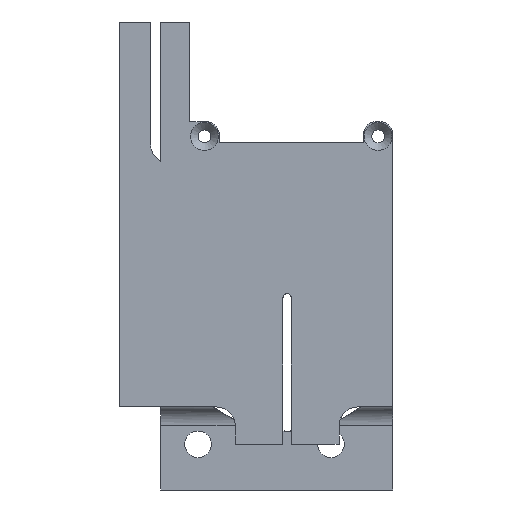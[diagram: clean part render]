
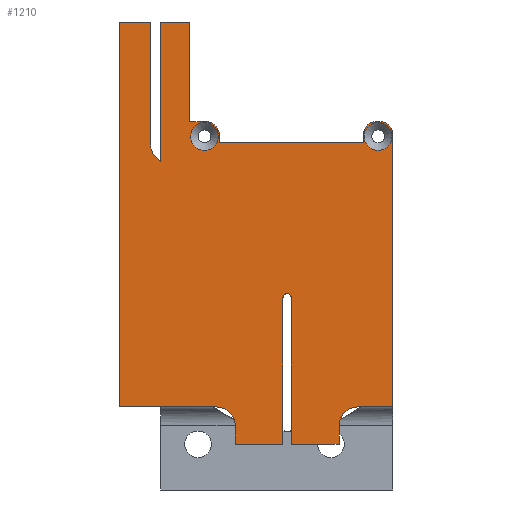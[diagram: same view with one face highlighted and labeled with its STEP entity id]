
A CAD part, front view. The second image highlights one B-rep face of the part: STEP entity #1210.
In plain terms, the highlighted planar face has unit normal (0, -1, 0).
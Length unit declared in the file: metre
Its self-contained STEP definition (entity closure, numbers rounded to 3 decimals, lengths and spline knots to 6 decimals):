
#25=LINE('',#1735,#141);
#29=LINE('',#1746,#145);
#39=LINE('',#1779,#155);
#44=LINE('',#1790,#160);
#45=LINE('',#1794,#161);
#64=LINE('',#1877,#180);
#71=LINE('',#1898,#187);
#83=LINE('',#1926,#199);
#90=LINE('',#1940,#206);
#94=LINE('',#1953,#210);
#95=LINE('',#1957,#211);
#96=LINE('',#1958,#212);
#97=LINE('',#1960,#213);
#98=LINE('',#1962,#214);
#99=LINE('',#1965,#215);
#100=LINE('',#1966,#216);
#101=LINE('',#1967,#217);
#102=LINE('',#1968,#218);
#103=LINE('',#1973,#219);
#104=LINE('',#1977,#220);
#141=VECTOR('',#1395,1.);
#145=VECTOR('',#1403,1.);
#155=VECTOR('',#1419,1.);
#160=VECTOR('',#1426,1.);
#161=VECTOR('',#1431,1.);
#180=VECTOR('',#1472,1.);
#187=VECTOR('',#1495,1.);
#199=VECTOR('',#1517,1.);
#206=VECTOR('',#1526,1.);
#210=VECTOR('',#1538,1.);
#211=VECTOR('',#1541,1.);
#212=VECTOR('',#1542,1.);
#213=VECTOR('',#1545,1.);
#214=VECTOR('',#1546,1.);
#215=VECTOR('',#1549,1.);
#216=VECTOR('',#1550,1.);
#217=VECTOR('',#1551,1.);
#218=VECTOR('',#1552,1.);
#219=VECTOR('',#1557,1.);
#220=VECTOR('',#1560,1.);
#271=PLANE('',#1307);
#406=ORIENTED_EDGE('',*,*,#742,.T.);
#407=ORIENTED_EDGE('',*,*,#743,.T.);
#408=ORIENTED_EDGE('',*,*,#744,.F.);
#409=ORIENTED_EDGE('',*,*,#745,.T.);
#410=ORIENTED_EDGE('',*,*,#746,.F.);
#411=ORIENTED_EDGE('',*,*,#655,.F.);
#412=ORIENTED_EDGE('',*,*,#747,.F.);
#413=ORIENTED_EDGE('',*,*,#674,.T.);
#414=ORIENTED_EDGE('',*,*,#748,.T.);
#415=ORIENTED_EDGE('',*,*,#705,.F.);
#416=ORIENTED_EDGE('',*,*,#749,.T.);
#417=ORIENTED_EDGE('',*,*,#750,.T.);
#418=ORIENTED_EDGE('',*,*,#716,.T.);
#419=ORIENTED_EDGE('',*,*,#751,.T.);
#420=ORIENTED_EDGE('',*,*,#752,.T.);
#421=ORIENTED_EDGE('',*,*,#672,.F.);
#422=ORIENTED_EDGE('',*,*,#753,.T.);
#423=ORIENTED_EDGE('',*,*,#662,.F.);
#424=ORIENTED_EDGE('',*,*,#754,.F.);
#425=ORIENTED_EDGE('',*,*,#667,.F.);
#426=ORIENTED_EDGE('',*,*,#755,.F.);
#427=ORIENTED_EDGE('',*,*,#756,.T.);
#428=ORIENTED_EDGE('',*,*,#730,.T.);
#429=ORIENTED_EDGE('',*,*,#737,.F.);
#430=ORIENTED_EDGE('',*,*,#757,.T.);
#431=ORIENTED_EDGE('',*,*,#758,.T.);
#432=ORIENTED_EDGE('',*,*,#759,.T.);
#433=ORIENTED_EDGE('',*,*,#760,.T.);
#434=ORIENTED_EDGE('',*,*,#650,.T.);
#650=EDGE_CURVE('',#826,#827,#25,.T.);
#655=EDGE_CURVE('',#831,#832,#29,.T.);
#662=EDGE_CURVE('',#837,#839,#950,.F.);
#667=EDGE_CURVE('',#843,#844,#39,.T.);
#672=EDGE_CURVE('',#848,#846,#44,.T.);
#674=EDGE_CURVE('',#850,#851,#45,.T.);
#705=EDGE_CURVE('',#878,#879,#64,.T.);
#716=EDGE_CURVE('',#885,#884,#71,.T.);
#730=EDGE_CURVE('',#896,#897,#83,.T.);
#737=EDGE_CURVE('',#901,#897,#90,.T.);
#742=EDGE_CURVE('',#905,#905,#966,.T.);
#743=EDGE_CURVE('',#906,#906,#967,.T.);
#744=EDGE_CURVE('',#907,#827,#94,.T.);
#745=EDGE_CURVE('',#907,#908,#968,.F.);
#746=EDGE_CURVE('',#832,#908,#95,.T.);
#747=EDGE_CURVE('',#850,#831,#96,.T.);
#748=EDGE_CURVE('',#851,#879,#969,.T.);
#749=EDGE_CURVE('',#878,#909,#97,.T.);
#750=EDGE_CURVE('',#909,#885,#98,.T.);
#751=EDGE_CURVE('',#884,#910,#970,.T.);
#752=EDGE_CURVE('',#910,#846,#99,.T.);
#753=EDGE_CURVE('',#848,#839,#100,.T.);
#754=EDGE_CURVE('',#844,#837,#101,.T.);
#755=EDGE_CURVE('',#911,#843,#102,.T.);
#756=EDGE_CURVE('',#911,#896,#971,.T.);
#757=EDGE_CURVE('',#901,#912,#972,.F.);
#758=EDGE_CURVE('',#912,#913,#103,.T.);
#759=EDGE_CURVE('',#913,#914,#973,.F.);
#760=EDGE_CURVE('',#914,#826,#104,.T.);
#826=VERTEX_POINT('',#1736);
#827=VERTEX_POINT('',#1737);
#831=VERTEX_POINT('',#1747);
#832=VERTEX_POINT('',#1748);
#837=VERTEX_POINT('',#1760);
#839=VERTEX_POINT('',#1763);
#843=VERTEX_POINT('',#1778);
#844=VERTEX_POINT('',#1780);
#846=VERTEX_POINT('',#1785);
#848=VERTEX_POINT('',#1789);
#850=VERTEX_POINT('',#1795);
#851=VERTEX_POINT('',#1796);
#878=VERTEX_POINT('',#1876);
#879=VERTEX_POINT('',#1878);
#884=VERTEX_POINT('',#1897);
#885=VERTEX_POINT('',#1899);
#896=VERTEX_POINT('',#1927);
#897=VERTEX_POINT('',#1928);
#901=VERTEX_POINT('',#1939);
#905=VERTEX_POINT('',#1950);
#906=VERTEX_POINT('',#1952);
#907=VERTEX_POINT('',#1954);
#908=VERTEX_POINT('',#1956);
#909=VERTEX_POINT('',#1961);
#910=VERTEX_POINT('',#1964);
#911=VERTEX_POINT('',#1969);
#912=VERTEX_POINT('',#1972);
#913=VERTEX_POINT('',#1974);
#914=VERTEX_POINT('',#1976);
#950=CIRCLE('',#1276,0.001);
#966=CIRCLE('',#1308,0.00336);
#967=CIRCLE('',#1309,0.00336);
#968=CIRCLE('',#1310,0.0031);
#969=CIRCLE('',#1311,0.0045);
#970=CIRCLE('',#1312,0.0045);
#971=CIRCLE('',#1313,0.0045);
#972=CIRCLE('',#1314,0.0031);
#973=CIRCLE('',#1315,0.0031);
#1019=EDGE_LOOP('',(#406));
#1020=EDGE_LOOP('',(#407));
#1021=EDGE_LOOP('',(#408,#409,#410,#411,#412,#413,#414,#415,#416,#417,#418,
#419,#420,#421,#422,#423,#424,#425,#426,#427,#428,#429,#430,#431,#432,#433,
#434));
#1106=FACE_BOUND('',#1019,.T.);
#1107=FACE_BOUND('',#1020,.T.);
#1108=FACE_BOUND('',#1021,.T.);
#1210=ADVANCED_FACE('',(#1106,#1107,#1108),#271,.F.);
#1276=AXIS2_PLACEMENT_3D('',#1762,#1412,#1413);
#1307=AXIS2_PLACEMENT_3D('',#1948,#1532,#1533);
#1308=AXIS2_PLACEMENT_3D('',#1949,#1534,#1535);
#1309=AXIS2_PLACEMENT_3D('',#1951,#1536,#1537);
#1310=AXIS2_PLACEMENT_3D('',#1955,#1539,#1540);
#1311=AXIS2_PLACEMENT_3D('',#1959,#1543,#1544);
#1312=AXIS2_PLACEMENT_3D('',#1963,#1547,#1548);
#1313=AXIS2_PLACEMENT_3D('',#1970,#1553,#1554);
#1314=AXIS2_PLACEMENT_3D('',#1971,#1555,#1556);
#1315=AXIS2_PLACEMENT_3D('',#1975,#1558,#1559);
#1395=DIRECTION('',(-1.,0.,0.));
#1403=DIRECTION('',(0.,0.,-1.));
#1412=DIRECTION('',(0.,1.,0.));
#1413=DIRECTION('',(-1.,0.,0.));
#1419=DIRECTION('',(-1.,0.,0.));
#1426=DIRECTION('',(-1.,0.,0.));
#1431=DIRECTION('',(0.,0.,-1.));
#1472=DIRECTION('',(0.,0.,-1.));
#1495=DIRECTION('',(1.,0.,0.));
#1517=DIRECTION('',(1.,0.,0.));
#1526=DIRECTION('',(0.,0.,-1.));
#1532=DIRECTION('',(0.,1.,0.));
#1533=DIRECTION('',(-1.,0.,0.));
#1534=DIRECTION('',(0.,1.,0.));
#1535=DIRECTION('',(0.,0.,1.));
#1536=DIRECTION('',(0.,1.,0.));
#1537=DIRECTION('',(0.,0.,1.));
#1538=DIRECTION('',(0.,0.,-1.));
#1539=DIRECTION('',(0.,1.,0.));
#1540=DIRECTION('',(-1.,0.,0.));
#1541=DIRECTION('',(1.,0.,0.));
#1542=DIRECTION('',(1.,0.,0.));
#1543=DIRECTION('',(0.,1.,0.));
#1544=DIRECTION('',(-1.,0.,0.));
#1545=DIRECTION('',(-1.,0.,0.));
#1546=DIRECTION('',(0.,0.,-1.));
#1547=DIRECTION('',(0.,1.,0.));
#1548=DIRECTION('',(-1.,0.,0.));
#1549=DIRECTION('',(0.,0.,-1.));
#1550=DIRECTION('',(0.,0.,1.));
#1551=DIRECTION('',(0.,0.,1.));
#1552=DIRECTION('',(0.,0.,-1.));
#1553=DIRECTION('',(0.,1.,0.));
#1554=DIRECTION('',(-1.,0.,0.));
#1555=DIRECTION('',(0.,1.,0.));
#1556=DIRECTION('',(-1.,0.,0.));
#1557=DIRECTION('',(-1.,0.,0.));
#1558=DIRECTION('',(0.,1.,0.));
#1559=DIRECTION('',(-1.,0.,0.));
#1560=DIRECTION('',(0.,0.,-1.));
#1735=CARTESIAN_POINT('',(0.,-0.0205,0.0636));
#1736=CARTESIAN_POINT('',(0.01835,-0.0205,0.0636));
#1737=CARTESIAN_POINT('',(-0.01635,-0.0205,0.0636));
#1746=CARTESIAN_POINT('',(-0.02345,-0.0205,0.092702));
#1747=CARTESIAN_POINT('',(-0.02345,-0.0205,0.0927));
#1748=CARTESIAN_POINT('',(-0.02345,-0.0205,0.0687));
#1760=CARTESIAN_POINT('',(0.001,-0.0205,0.0263));
#1762=CARTESIAN_POINT('',(0.,-0.0205,0.0263));
#1763=CARTESIAN_POINT('',(-0.001,-0.0205,0.0263));
#1778=CARTESIAN_POINT('',(0.0125,-0.0205,-0.009));
#1779=CARTESIAN_POINT('',(0.,-0.0205,-0.009));
#1780=CARTESIAN_POINT('',(0.001,-0.0205,-0.009));
#1785=CARTESIAN_POINT('',(-0.0125,-0.0205,-0.009));
#1789=CARTESIAN_POINT('',(-0.001,-0.0205,-0.009));
#1790=CARTESIAN_POINT('',(0.,-0.0205,-0.009));
#1794=CARTESIAN_POINT('',(-0.03045,-0.0205,0.0636));
#1795=CARTESIAN_POINT('',(-0.03045,-0.0205,0.0927));
#1796=CARTESIAN_POINT('',(-0.03045,-0.0205,0.05912));
#1876=CARTESIAN_POINT('',(-0.03285,-0.0205,0.0927));
#1877=CARTESIAN_POINT('',(-0.03285,-0.0205,0.0927));
#1878=CARTESIAN_POINT('',(-0.03285,-0.0205,0.0631));
#1897=CARTESIAN_POINT('',(-0.017,-0.0205,0.));
#1898=CARTESIAN_POINT('',(-0.026475,-0.0205,0.));
#1899=CARTESIAN_POINT('',(-0.04045,-0.0205,0.));
#1926=CARTESIAN_POINT('',(0.018975,-0.0205,0.));
#1927=CARTESIAN_POINT('',(0.017,-0.0205,0.));
#1928=CARTESIAN_POINT('',(0.02545,-0.0205,0.));
#1939=CARTESIAN_POINT('',(0.02545,-0.0205,0.0656));
#1940=CARTESIAN_POINT('',(0.02545,-0.0205,0.03885));
#1948=CARTESIAN_POINT('',(0.,-0.0205,0.03885));
#1949=CARTESIAN_POINT('',(0.0219,-0.0205,0.06515));
#1950=CARTESIAN_POINT('',(0.0219,-0.0205,0.06851));
#1951=CARTESIAN_POINT('',(-0.0199,-0.0205,0.06515));
#1952=CARTESIAN_POINT('',(-0.0199,-0.0205,0.06851));
#1953=CARTESIAN_POINT('',(-0.01635,-0.0205,0.06515));
#1954=CARTESIAN_POINT('',(-0.01635,-0.0205,0.0656));
#1955=CARTESIAN_POINT('',(-0.01945,-0.0205,0.0656));
#1956=CARTESIAN_POINT('',(-0.01945,-0.0205,0.0687));
#1957=CARTESIAN_POINT('',(-0.0199,-0.0205,0.0687));
#1958=CARTESIAN_POINT('',(-0.02695,-0.0205,0.0927));
#1959=CARTESIAN_POINT('',(-0.02835,-0.0205,0.0631));
#1960=CARTESIAN_POINT('',(0.,-0.0205,0.0927));
#1961=CARTESIAN_POINT('',(-0.04045,-0.0205,0.0927));
#1962=CARTESIAN_POINT('',(-0.04045,-0.0205,0.03885));
#1963=CARTESIAN_POINT('',(-0.017,-0.0205,-0.0045));
#1964=CARTESIAN_POINT('',(-0.0125,-0.0205,-0.0045));
#1965=CARTESIAN_POINT('',(-0.0125,-0.0205,-0.0045));
#1966=CARTESIAN_POINT('',(-0.001,-0.0205,0.01365));
#1967=CARTESIAN_POINT('',(0.001,-0.0205,0.01365));
#1968=CARTESIAN_POINT('',(0.0125,-0.0205,-0.0045));
#1969=CARTESIAN_POINT('',(0.0125,-0.0205,-0.0045));
#1970=CARTESIAN_POINT('',(0.017,-0.0205,-0.0045));
#1971=CARTESIAN_POINT('',(0.02235,-0.0205,0.0656));
#1972=CARTESIAN_POINT('',(0.02235,-0.0205,0.0687));
#1973=CARTESIAN_POINT('',(0.0219,-0.0205,0.0687));
#1974=CARTESIAN_POINT('',(0.02145,-0.0205,0.0687));
#1975=CARTESIAN_POINT('',(0.02145,-0.0205,0.0656));
#1976=CARTESIAN_POINT('',(0.01835,-0.0205,0.0656));
#1977=CARTESIAN_POINT('',(0.01835,-0.0205,0.06515));
